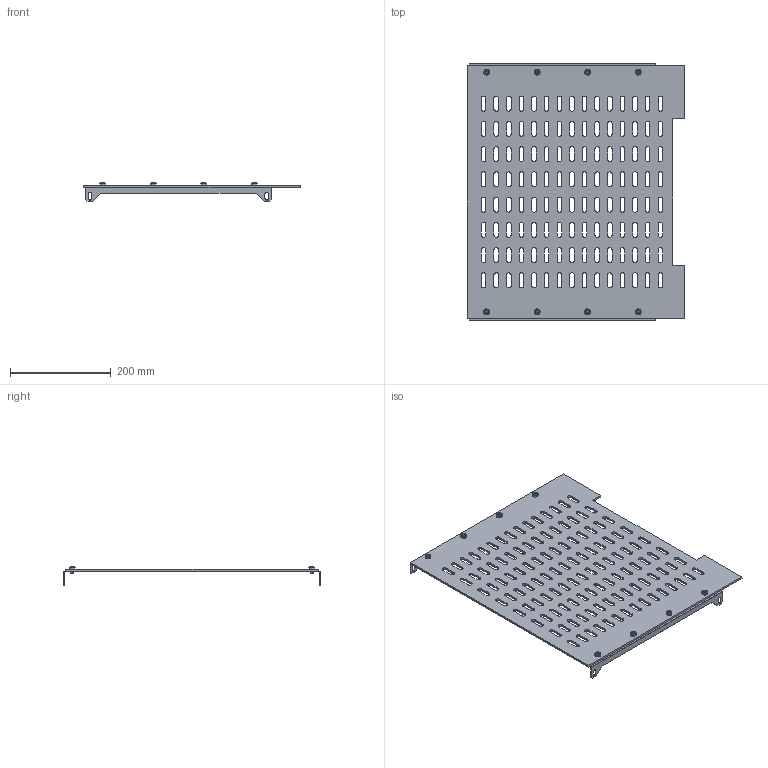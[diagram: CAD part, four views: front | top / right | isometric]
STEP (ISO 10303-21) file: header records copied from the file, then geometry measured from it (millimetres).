
FILE_DESCRIPTION (( 'STEP AP214' ), '1' );
FILE_NAME ('FO-00-3BDW-060-040 FORMAT Ê-ò ñåêö. 3b ARMAT ACB D âûêàò. 3P 600õ400 IEK.STEP', '2024-06-26T11:09:30', ( '' ), ( '' ), 'SwSTEP 2.0', 'SolidWorks 2022', '' );
FILE_SCHEMA (( 'AUTOMOTIVE_DESIGN' ));
Length unit declared in the file: millimetre
Products named in the file (1): FO-00-3BDW-060-040 FORMAT К-т секц. 3b ARMAT ACB D выкат. 3P 600х400 IEK
Bounding box: 430 x 508 x 37 mm (x, y, z)
Volume: 759753.8 mm3; surface area: 462684.6 mm2
Topology: 11 solids, 11 shells, 830 faces, 2312 edges, 1520 vertices
Faces by surface type: cylinder 436, plane 330, cone 32, torus 32
Entity records: 36726 total; most frequent: DIRECTION 4942, CARTESIAN_POINT 4663, ORIENTED_EDGE 4624, EDGE_CURVE 2312, AXIS2_PLACEMENT_3D 1799, VERTEX_POINT 1520, VECTOR 1344, LINE 1344
